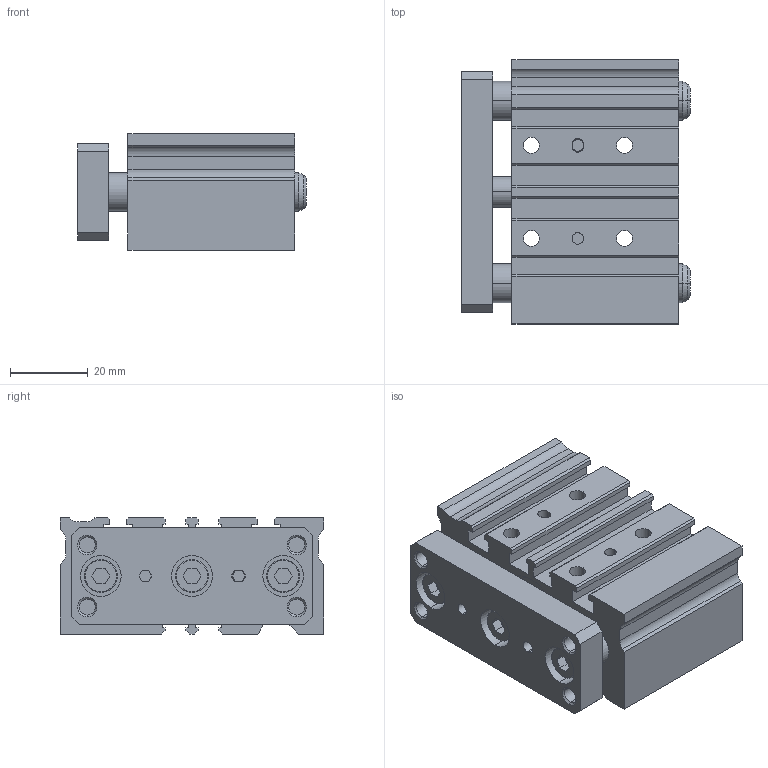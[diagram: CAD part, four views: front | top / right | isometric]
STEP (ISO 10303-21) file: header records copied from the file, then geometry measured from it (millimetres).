
FILE_DESCRIPTION (( 'STEP AP203' ), '1' );
FILE_NAME ('W143016A010N.step', '2025-05-29T12:45:21', ( '' ), ( '' ), 'SwSTEP 2.0', 'SolidWorks 2024', '' );
FILE_SCHEMA (( 'CONFIG_CONTROL_DESIGN' ));
Length unit declared in the file: millimetre
Products named in the file (3): W143016A010_BODY; W143016A010N; W143016A010_ROD
Assembly tree (2 placements, depth 2):
  W143016A010N
    W143016A010_BODY
    W143016A010_ROD
Bounding box: 59 x 68 x 30 mm (x, y, z)
Volume: 81919.6 mm3; surface area: 35808.6 mm2
Topology: 6 solids, 6 shells, 344 faces, 838 edges, 542 vertices
Faces by surface type: plane 169, cylinder 137, cone 28, torus 10
Entity records: 10485 total; most frequent: DIRECTION 1858, CARTESIAN_POINT 1729, ORIENTED_EDGE 1676, EDGE_CURVE 838, AXIS2_PLACEMENT_3D 671, VERTEX_POINT 542, VECTOR 516, LINE 516
